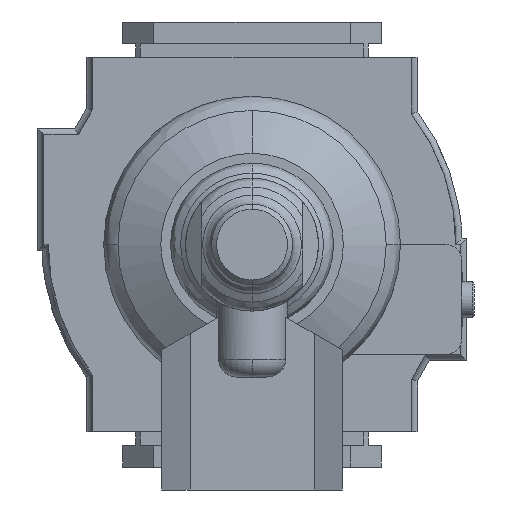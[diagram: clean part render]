
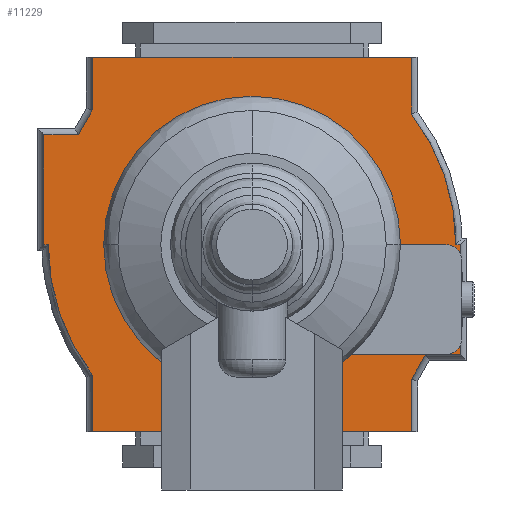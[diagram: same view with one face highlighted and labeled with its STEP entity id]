
A CAD part, front view. The second image highlights one B-rep face of the part: STEP entity #11229.
In plain terms, the highlighted face is planar.
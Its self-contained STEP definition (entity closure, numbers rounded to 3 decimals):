
#44 = VECTOR ( 'NONE', #9238, 1000. ) ;
#188 = DIRECTION ( 'NONE',  ( 0., 0., 1. ) ) ;
#192 = ORIENTED_EDGE ( 'NONE', *, *, #12247, .F. ) ;
#291 = AXIS2_PLACEMENT_3D ( 'NONE', #8976, #13550, #11416 ) ;
#330 = AXIS2_PLACEMENT_3D ( 'NONE', #5050, #13906, #10801 ) ;
#544 = LINE ( 'NONE', #5145, #2233 ) ;
#641 = ORIENTED_EDGE ( 'NONE', *, *, #9076, .F. ) ;
#697 = VECTOR ( 'NONE', #188, 1000. ) ;
#810 = CARTESIAN_POINT ( 'NONE',  ( 23., 30.9, 0. ) ) ;
#979 = ORIENTED_EDGE ( 'NONE', *, *, #13272, .F. ) ;
#1100 = ORIENTED_EDGE ( 'NONE', *, *, #13263, .F. ) ;
#1104 = CARTESIAN_POINT ( 'NONE',  ( -18., 30.9, 14.731 ) ) ;
#1243 = EDGE_CURVE ( 'NONE', #4927, #12150, #11377, .T. ) ;
#1320 = VECTOR ( 'NONE', #9704, 1000. ) ;
#1340 = CARTESIAN_POINT ( 'NONE',  ( 0., 30.9, 0. ) ) ;
#1428 = CARTESIAN_POINT ( 'NONE',  ( -23.5, 30.9, 0. ) ) ;
#1547 = CARTESIAN_POINT ( 'NONE',  ( 18., 30.9, -21.125 ) ) ;
#1647 = DIRECTION ( 'NONE',  ( 0., 0., -1. ) ) ;
#1649 = DIRECTION ( 'NONE',  ( 0., 0., 1. ) ) ;
#1922 = EDGE_CURVE ( 'NONE', #14604, #8669, #10004, .T. ) ;
#2188 = EDGE_CURVE ( 'NONE', #11573, #4927, #2683, .T. ) ;
#2233 = VECTOR ( 'NONE', #2952, 1000. ) ;
#2409 = CARTESIAN_POINT ( 'NONE',  ( -18., 30.9, 21.125 ) ) ;
#2523 = CARTESIAN_POINT ( 'NONE',  ( -18., 30.9, 21.125 ) ) ;
#2626 = EDGE_CURVE ( 'NONE', #11404, #5380, #14883, .T. ) ;
#2641 = ORIENTED_EDGE ( 'NONE', *, *, #6389, .F. ) ;
#2683 = LINE ( 'NONE', #3883, #6531 ) ;
#2787 = LINE ( 'NONE', #10856, #1320 ) ;
#2832 = VERTEX_POINT ( 'NONE', #4886 ) ;
#2913 = VERTEX_POINT ( 'NONE', #11356 ) ;
#2952 = DIRECTION ( 'NONE',  ( -1., 0., 0. ) ) ;
#3033 = ORIENTED_EDGE ( 'NONE', *, *, #3459, .F. ) ;
#3459 = EDGE_CURVE ( 'NONE', #12150, #6307, #6836, .T. ) ;
#3518 = CARTESIAN_POINT ( 'NONE',  ( -19.6, 30.9, -12.4 ) ) ;
#3596 = ORIENTED_EDGE ( 'NONE', *, *, #10662, .F. ) ;
#3883 = CARTESIAN_POINT ( 'NONE',  ( 18., 30.9, 21.125 ) ) ;
#3977 = VECTOR ( 'NONE', #9298, 1000. ) ;
#4060 = EDGE_CURVE ( 'NONE', #8669, #2913, #7042, .T. ) ;
#4063 = LINE ( 'NONE', #14420, #4291 ) ;
#4291 = VECTOR ( 'NONE', #11915, 1000. ) ;
#4657 = VERTEX_POINT ( 'NONE', #8617 ) ;
#4842 = ORIENTED_EDGE ( 'NONE', *, *, #2188, .F. ) ;
#4886 = CARTESIAN_POINT ( 'NONE',  ( -18., 30.9, -21.125 ) ) ;
#4927 = VERTEX_POINT ( 'NONE', #2409 ) ;
#4937 = VECTOR ( 'NONE', #8539, 1000. ) ;
#5050 = CARTESIAN_POINT ( 'NONE',  ( 1.2, 30.9, 0. ) ) ;
#5145 = CARTESIAN_POINT ( 'NONE',  ( -23., 30.9, 0. ) ) ;
#5316 = EDGE_CURVE ( 'NONE', #12650, #8450, #7408, .T. ) ;
#5349 = DIRECTION ( 'NONE',  ( -1., 0., 0. ) ) ;
#5380 = VERTEX_POINT ( 'NONE', #7108 ) ;
#5463 = DIRECTION ( 'NONE',  ( 1., 0., 0. ) ) ;
#5813 = ORIENTED_EDGE ( 'NONE', *, *, #10056, .F. ) ;
#5907 = LINE ( 'NONE', #5975, #3977 ) ;
#5919 = LINE ( 'NONE', #12892, #697 ) ;
#5975 = CARTESIAN_POINT ( 'NONE',  ( 18., 30.9, 15.2 ) ) ;
#6109 = ORIENTED_EDGE ( 'NONE', *, *, #1922, .F. ) ;
#6307 = VERTEX_POINT ( 'NONE', #9561 ) ;
#6379 = VERTEX_POINT ( 'NONE', #14269 ) ;
#6389 = EDGE_CURVE ( 'NONE', #2832, #12650, #4063, .T. ) ;
#6531 = VECTOR ( 'NONE', #8623, 1000. ) ;
#6571 = VECTOR ( 'NONE', #5349, 1000. ) ;
#6836 = CIRCLE ( 'NONE', #330, 24.2 ) ;
#7032 = EDGE_CURVE ( 'NONE', #12702, #6379, #5919, .T. ) ;
#7042 = LINE ( 'NONE', #3518, #12900 ) ;
#7108 = CARTESIAN_POINT ( 'NONE',  ( 18., 30.9, 15.2 ) ) ;
#7139 = FACE_OUTER_BOUND ( 'NONE', #13001, .T. ) ;
#7368 = LINE ( 'NONE', #11986, #8575 ) ;
#7408 = LINE ( 'NONE', #1547, #4937 ) ;
#7767 = CARTESIAN_POINT ( 'NONE',  ( 23.5, 30.9, 12.4 ) ) ;
#7810 = AXIS2_PLACEMENT_3D ( 'NONE', #1340, #9630, #1649 ) ;
#7996 = VECTOR ( 'NONE', #5463, 1000. ) ;
#8241 = CARTESIAN_POINT ( 'NONE',  ( 18., 30.9, 21.125 ) ) ;
#8450 = VERTEX_POINT ( 'NONE', #14068 ) ;
#8539 = DIRECTION ( 'NONE',  ( 0., 0., 1. ) ) ;
#8575 = VECTOR ( 'NONE', #1647, 1000. ) ;
#8617 = CARTESIAN_POINT ( 'NONE',  ( 23., 30.9, 0. ) ) ;
#8623 = DIRECTION ( 'NONE',  ( -1., 0., 0. ) ) ;
#8669 = VERTEX_POINT ( 'NONE', #11221 ) ;
#8942 = VECTOR ( 'NONE', #14563, 1000. ) ;
#8976 = CARTESIAN_POINT ( 'NONE',  ( -1.2, 30.9, 0. ) ) ;
#9039 = LINE ( 'NONE', #7767, #6571 ) ;
#9076 = EDGE_CURVE ( 'NONE', #6307, #12092, #544, .T. ) ;
#9238 = DIRECTION ( 'NONE',  ( -0.496, 0., 0.868 ) ) ;
#9261 = ORIENTED_EDGE ( 'NONE', *, *, #5316, .F. ) ;
#9298 = DIRECTION ( 'NONE',  ( 0., 0., 1. ) ) ;
#9561 = CARTESIAN_POINT ( 'NONE',  ( -23., 30.9, 0. ) ) ;
#9566 = ORIENTED_EDGE ( 'NONE', *, *, #4060, .F. ) ;
#9630 = DIRECTION ( 'NONE',  ( 0., 1., 0. ) ) ;
#9704 = DIRECTION ( 'NONE',  ( 0., 0., -1. ) ) ;
#10004 = LINE ( 'NONE', #14722, #8942 ) ;
#10051 = CARTESIAN_POINT ( 'NONE',  ( 18., 30.9, -21.125 ) ) ;
#10056 = EDGE_CURVE ( 'NONE', #4657, #12702, #13264, .T. ) ;
#10089 = CARTESIAN_POINT ( 'NONE',  ( 19.6, 30.9, 12.4 ) ) ;
#10322 = CARTESIAN_POINT ( 'NONE',  ( -23.5, 30.9, -12.4 ) ) ;
#10324 = EDGE_CURVE ( 'NONE', #8450, #4657, #13333, .T. ) ;
#10662 = EDGE_CURVE ( 'NONE', #6379, #11404, #9039, .T. ) ;
#10801 = DIRECTION ( 'NONE',  ( -1., 0., 0. ) ) ;
#10856 = CARTESIAN_POINT ( 'NONE',  ( -18., 30.9, -15.2 ) ) ;
#11221 = CARTESIAN_POINT ( 'NONE',  ( -19.6, 30.9, -12.4 ) ) ;
#11229 = ADVANCED_FACE ( 'NONE', ( #7139 ), #12831, .T. ) ;
#11356 = CARTESIAN_POINT ( 'NONE',  ( -18., 30.9, -15.2 ) ) ;
#11377 = LINE ( 'NONE', #2523, #13036 ) ;
#11404 = VERTEX_POINT ( 'NONE', #10089 ) ;
#11416 = DIRECTION ( 'NONE',  ( 1., 0., 0. ) ) ;
#11541 = ORIENTED_EDGE ( 'NONE', *, *, #10324, .F. ) ;
#11573 = VERTEX_POINT ( 'NONE', #8241 ) ;
#11592 = DIRECTION ( 'NONE',  ( 0.496, 0., -0.868 ) ) ;
#11732 = DIRECTION ( 'NONE',  ( 0., 0., -1. ) ) ;
#11915 = DIRECTION ( 'NONE',  ( 1., 0., 0. ) ) ;
#11986 = CARTESIAN_POINT ( 'NONE',  ( -23.5, 30.9, 0. ) ) ;
#12092 = VERTEX_POINT ( 'NONE', #1428 ) ;
#12150 = VERTEX_POINT ( 'NONE', #1104 ) ;
#12247 = EDGE_CURVE ( 'NONE', #5380, #11573, #5907, .T. ) ;
#12418 = ORIENTED_EDGE ( 'NONE', *, *, #2626, .F. ) ;
#12645 = ORIENTED_EDGE ( 'NONE', *, *, #1243, .F. ) ;
#12650 = VERTEX_POINT ( 'NONE', #10051 ) ;
#12664 = ORIENTED_EDGE ( 'NONE', *, *, #7032, .F. ) ;
#12702 = VERTEX_POINT ( 'NONE', #12705 ) ;
#12705 = CARTESIAN_POINT ( 'NONE',  ( 23.5, 30.9, 0. ) ) ;
#12831 = PLANE ( 'NONE',  #7810 ) ;
#12892 = CARTESIAN_POINT ( 'NONE',  ( 23.5, 30.9, 0. ) ) ;
#12900 = VECTOR ( 'NONE', #11592, 1000. ) ;
#13001 = EDGE_LOOP ( 'NONE', ( #5813, #11541, #9261, #2641, #1100, #9566, #6109, #979, #641, #3033, #12645, #4842, #192, #12418, #3596, #12664 ) ) ;
#13036 = VECTOR ( 'NONE', #11732, 1000. ) ;
#13263 = EDGE_CURVE ( 'NONE', #2913, #2832, #2787, .T. ) ;
#13264 = LINE ( 'NONE', #810, #7996 ) ;
#13272 = EDGE_CURVE ( 'NONE', #12092, #14604, #7368, .T. ) ;
#13333 = CIRCLE ( 'NONE', #291, 24.2 ) ;
#13550 = DIRECTION ( 'NONE',  ( 0., -1., 0. ) ) ;
#13906 = DIRECTION ( 'NONE',  ( 0., -1., 0. ) ) ;
#14068 = CARTESIAN_POINT ( 'NONE',  ( 18., 30.9, -14.731 ) ) ;
#14269 = CARTESIAN_POINT ( 'NONE',  ( 23.5, 30.9, 12.4 ) ) ;
#14420 = CARTESIAN_POINT ( 'NONE',  ( -18., 30.9, -21.125 ) ) ;
#14563 = DIRECTION ( 'NONE',  ( 1., 0., 0. ) ) ;
#14604 = VERTEX_POINT ( 'NONE', #10322 ) ;
#14722 = CARTESIAN_POINT ( 'NONE',  ( -23.5, 30.9, -12.4 ) ) ;
#14814 = CARTESIAN_POINT ( 'NONE',  ( 19.6, 30.9, 12.4 ) ) ;
#14883 = LINE ( 'NONE', #14814, #44 ) ;
